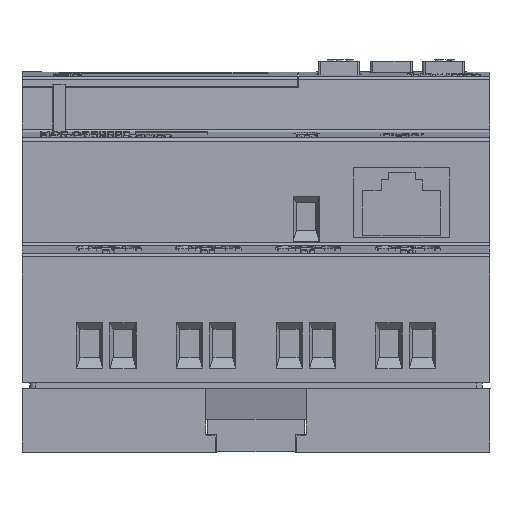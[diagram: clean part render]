
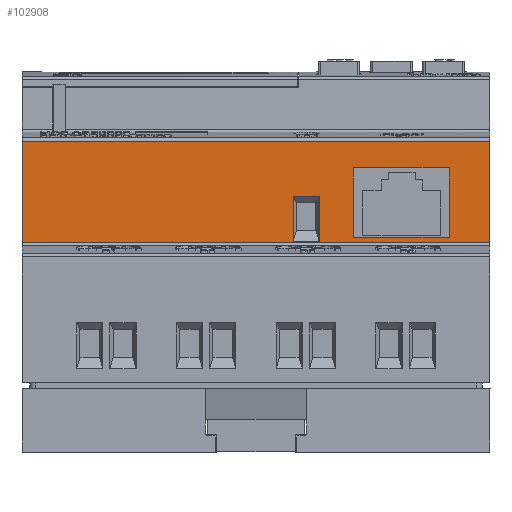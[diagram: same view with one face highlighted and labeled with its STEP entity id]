
A CAD part, front view. The second image highlights one B-rep face of the part: STEP entity #102908.
In plain terms, the highlighted face is planar.
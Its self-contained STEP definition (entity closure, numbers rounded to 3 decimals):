
#1579 = ORIENTED_EDGE ( 'NONE', *, *, #51617, .T. ) ;
#2979 = FACE_OUTER_BOUND ( 'NONE', #103502, .T. ) ;
#3376 = LINE ( 'NONE', #99281, #23953 ) ;
#5447 = EDGE_CURVE ( 'NONE', #90928, #63123, #71194, .T. ) ;
#6515 = DIRECTION ( 'NONE',  ( 0., -1., 0. ) ) ;
#6831 = CARTESIAN_POINT ( 'NONE',  ( -35.75, 24.822, 34. ) ) ;
#7217 = EDGE_LOOP ( 'NONE', ( #79507, #30422, #99537, #106170 ) ) ;
#8512 = AXIS2_PLACEMENT_3D ( 'NONE', #50597, #39622, #28631 ) ;
#13121 = CARTESIAN_POINT ( 'NONE',  ( 35.75, 27.05, 34. ) ) ;
#13493 = VERTEX_POINT ( 'NONE', #47854 ) ;
#14062 = FACE_BOUND ( 'NONE', #30476, .T. ) ;
#14088 = DIRECTION ( 'NONE',  ( 1., 0., 0. ) ) ;
#16841 = FACE_BOUND ( 'NONE', #7217, .T. ) ;
#17527 = CARTESIAN_POINT ( 'NONE',  ( 29.51, 42.495, 34. ) ) ;
#17663 = VECTOR ( 'NONE', #35769, 1000. ) ;
#17839 = LINE ( 'NONE', #6831, #75863 ) ;
#18677 = CARTESIAN_POINT ( 'NONE',  ( -35.75, 27.05, 34. ) ) ;
#19811 = EDGE_CURVE ( 'NONE', #35685, #13493, #28524, .T. ) ;
#20838 = DIRECTION ( 'NONE',  ( -1., 0., 0. ) ) ;
#20840 = DIRECTION ( 'NONE',  ( -1., 0., 0. ) ) ;
#22342 = CARTESIAN_POINT ( 'NONE',  ( -35.75, 42.495, 34. ) ) ;
#22494 = ORIENTED_EDGE ( 'NONE', *, *, #42870, .T. ) ;
#23953 = VECTOR ( 'NONE', #88389, 1000. ) ;
#25095 = CARTESIAN_POINT ( 'NONE',  ( -35.75, 34.1, 34. ) ) ;
#25712 = VECTOR ( 'NONE', #65180, 1000. ) ;
#27261 = VERTEX_POINT ( 'NONE', #18677 ) ;
#28503 = ORIENTED_EDGE ( 'NONE', *, *, #83200, .T. ) ;
#28524 = LINE ( 'NONE', #17527, #63463 ) ;
#28631 = DIRECTION ( 'NONE',  ( 0., -1., 0. ) ) ;
#29645 = CARTESIAN_POINT ( 'NONE',  ( 14.91, 38.41, 34. ) ) ;
#30422 = ORIENTED_EDGE ( 'NONE', *, *, #44999, .T. ) ;
#30476 = EDGE_LOOP ( 'NONE', ( #90846, #28503, #38940, #1579 ) ) ;
#31144 = VERTEX_POINT ( 'NONE', #13121 ) ;
#31790 = CARTESIAN_POINT ( 'NONE',  ( -35.75, 42.495, 34. ) ) ;
#31792 = CARTESIAN_POINT ( 'NONE',  ( -35.75, 27.81, 34. ) ) ;
#35685 = VERTEX_POINT ( 'NONE', #59971 ) ;
#35769 = DIRECTION ( 'NONE',  ( 1., 0., 0. ) ) ;
#37652 = DIRECTION ( 'NONE',  ( 1., 0., 0. ) ) ;
#38571 = CARTESIAN_POINT ( 'NONE',  ( 9.66, 34.1, 34. ) ) ;
#38595 = CARTESIAN_POINT ( 'NONE',  ( 14.91, 27.81, 34. ) ) ;
#38940 = ORIENTED_EDGE ( 'NONE', *, *, #97239, .T. ) ;
#39622 = DIRECTION ( 'NONE',  ( 0., 0., 1. ) ) ;
#42805 = LINE ( 'NONE', #31790, #87790 ) ;
#42808 = LINE ( 'NONE', #31792, #83732 ) ;
#42870 = EDGE_CURVE ( 'NONE', #31144, #79370, #86993, .T. ) ;
#44999 = EDGE_CURVE ( 'NONE', #13493, #90928, #42808, .T. ) ;
#46774 = CARTESIAN_POINT ( 'NONE',  ( -35.75, 27.05, 34. ) ) ;
#47094 = LINE ( 'NONE', #25095, #88337 ) ;
#47854 = CARTESIAN_POINT ( 'NONE',  ( 29.51, 27.81, 34. ) ) ;
#48619 = CARTESIAN_POINT ( 'NONE',  ( -35.75, 38.41, 34. ) ) ;
#49418 = DIRECTION ( 'NONE',  ( 0., 1., 0. ) ) ;
#50597 = CARTESIAN_POINT ( 'NONE',  ( -35.75, 42.495, 34. ) ) ;
#51617 = EDGE_CURVE ( 'NONE', #74951, #93989, #98638, .T. ) ;
#52499 = DIRECTION ( 'NONE',  ( 0., 1., 0. ) ) ;
#54161 = EDGE_CURVE ( 'NONE', #27261, #31144, #57679, .T. ) ;
#55909 = CARTESIAN_POINT ( 'NONE',  ( 9.66, 27.1, 34. ) ) ;
#56852 = VECTOR ( 'NONE', #52499, 1000. ) ;
#57305 = ORIENTED_EDGE ( 'NONE', *, *, #87814, .T. ) ;
#57679 = LINE ( 'NONE', #46774, #17663 ) ;
#59259 = VERTEX_POINT ( 'NONE', #22342 ) ;
#59533 = LINE ( 'NONE', #48619, #96585 ) ;
#59971 = CARTESIAN_POINT ( 'NONE',  ( 29.51, 38.41, 34. ) ) ;
#60321 = CARTESIAN_POINT ( 'NONE',  ( 14.91, 42.495, 34. ) ) ;
#60423 = VECTOR ( 'NONE', #73024, 1000. ) ;
#61489 = PLANE ( 'NONE',  #8512 ) ;
#63123 = VERTEX_POINT ( 'NONE', #29645 ) ;
#63374 = CARTESIAN_POINT ( 'NONE',  ( 5.66, 42.495, 34. ) ) ;
#63463 = VECTOR ( 'NONE', #6515, 1000. ) ;
#65180 = DIRECTION ( 'NONE',  ( 0., 1., 0. ) ) ;
#66973 = ORIENTED_EDGE ( 'NONE', *, *, #54161, .T. ) ;
#69266 = CARTESIAN_POINT ( 'NONE',  ( 5.66, 34.1, 34. ) ) ;
#70583 = EDGE_CURVE ( 'NONE', #63123, #35685, #59533, .T. ) ;
#71194 = LINE ( 'NONE', #60321, #99465 ) ;
#73024 = DIRECTION ( 'NONE',  ( 0., -1., 0. ) ) ;
#74951 = VERTEX_POINT ( 'NONE', #102145 ) ;
#75863 = VECTOR ( 'NONE', #102716, 1000. ) ;
#76092 = CARTESIAN_POINT ( 'NONE',  ( 35.75, 42.495, 34. ) ) ;
#79370 = VERTEX_POINT ( 'NONE', #83982 ) ;
#79507 = ORIENTED_EDGE ( 'NONE', *, *, #19811, .T. ) ;
#80823 = EDGE_CURVE ( 'NONE', #79370, #59259, #42805, .T. ) ;
#83200 = EDGE_CURVE ( 'NONE', #106178, #96687, #94880, .T. ) ;
#83732 = VECTOR ( 'NONE', #20840, 1000. ) ;
#83936 = CARTESIAN_POINT ( 'NONE',  ( 9.66, 42.495, 34. ) ) ;
#83982 = CARTESIAN_POINT ( 'NONE',  ( 35.75, 42.495, 34. ) ) ;
#86090 = ORIENTED_EDGE ( 'NONE', *, *, #80823, .T. ) ;
#86993 = LINE ( 'NONE', #76092, #25712 ) ;
#87790 = VECTOR ( 'NONE', #20838, 1000. ) ;
#87814 = EDGE_CURVE ( 'NONE', #59259, #27261, #17839, .T. ) ;
#88337 = VECTOR ( 'NONE', #14088, 1000. ) ;
#88389 = DIRECTION ( 'NONE',  ( -1., 0., 0. ) ) ;
#89391 = EDGE_CURVE ( 'NONE', #93989, #106178, #47094, .T. ) ;
#90846 = ORIENTED_EDGE ( 'NONE', *, *, #89391, .T. ) ;
#90928 = VERTEX_POINT ( 'NONE', #38595 ) ;
#93989 = VERTEX_POINT ( 'NONE', #69266 ) ;
#94880 = LINE ( 'NONE', #83936, #60423 ) ;
#96585 = VECTOR ( 'NONE', #37652, 1000. ) ;
#96687 = VERTEX_POINT ( 'NONE', #55909 ) ;
#97239 = EDGE_CURVE ( 'NONE', #96687, #74951, #3376, .T. ) ;
#98638 = LINE ( 'NONE', #63374, #56852 ) ;
#99281 = CARTESIAN_POINT ( 'NONE',  ( -35.75, 27.1, 34. ) ) ;
#99465 = VECTOR ( 'NONE', #49418, 1000. ) ;
#99537 = ORIENTED_EDGE ( 'NONE', *, *, #5447, .T. ) ;
#102145 = CARTESIAN_POINT ( 'NONE',  ( 5.66, 27.1, 34. ) ) ;
#102716 = DIRECTION ( 'NONE',  ( 0., -1., 0. ) ) ;
#102908 = ADVANCED_FACE ( 'NONE', ( #2979, #14062, #16841 ), #61489, .T. ) ;
#103502 = EDGE_LOOP ( 'NONE', ( #57305, #66973, #22494, #86090 ) ) ;
#106170 = ORIENTED_EDGE ( 'NONE', *, *, #70583, .T. ) ;
#106178 = VERTEX_POINT ( 'NONE', #38571 ) ;
